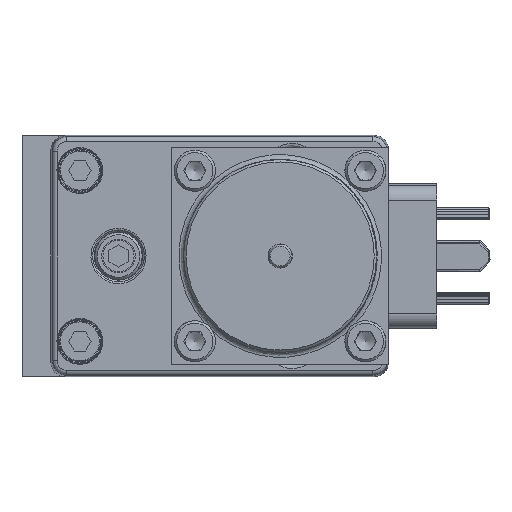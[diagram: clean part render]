
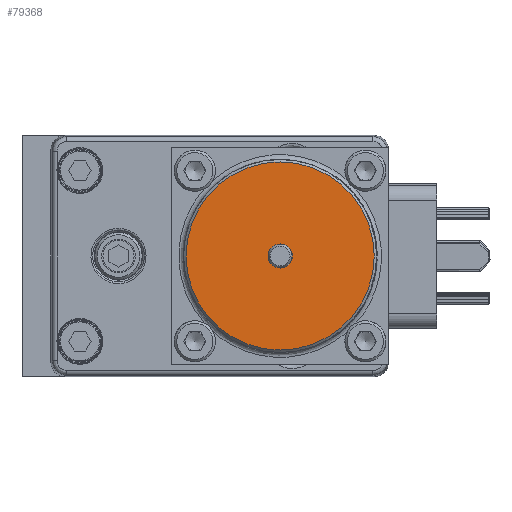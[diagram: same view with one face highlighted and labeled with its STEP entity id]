
A CAD part, left-side view. The second image highlights one B-rep face of the part: STEP entity #79368.
In plain terms, the highlighted planar face has unit normal (-1, 0, 0).
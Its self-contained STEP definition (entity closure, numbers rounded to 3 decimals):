
#1383 = DIRECTION ( 'NONE',  ( 0., 0., -1. ) ) ;
#4486 = CIRCLE ( 'NONE', #36407, 19.5 ) ;
#5664 = CIRCLE ( 'NONE', #81493, 2.5 ) ;
#7156 = EDGE_CURVE ( 'NONE', #68414, #68414, #5664, .T. ) ;
#10693 = PLANE ( 'NONE',  #50404 ) ;
#11313 = CARTESIAN_POINT ( 'NONE',  ( -85.45, 9.5, -25. ) ) ;
#16606 = VERTEX_POINT ( 'NONE', #60384 ) ;
#20933 = CARTESIAN_POINT ( 'NONE',  ( -85.45, 9.5, -25. ) ) ;
#27843 = CARTESIAN_POINT ( 'NONE',  ( -85.45, 9.5, -25. ) ) ;
#32829 = EDGE_CURVE ( 'NONE', #16606, #16606, #4486, .T. ) ;
#35393 = DIRECTION ( 'NONE',  ( 1., 0., 0. ) ) ;
#36407 = AXIS2_PLACEMENT_3D ( 'NONE', #11313, #35393, #67080 ) ;
#42423 = FACE_OUTER_BOUND ( 'NONE', #69242, .T. ) ;
#43383 = ORIENTED_EDGE ( 'NONE', *, *, #7156, .T. ) ;
#45575 = DIRECTION ( 'NONE',  ( 1., 0., 0. ) ) ;
#47410 = DIRECTION ( 'NONE',  ( -1., 0., 0. ) ) ;
#50404 = AXIS2_PLACEMENT_3D ( 'NONE', #27843, #47410, #72838 ) ;
#60384 = CARTESIAN_POINT ( 'NONE',  ( -85.45, 9.5, -44.5 ) ) ;
#67080 = DIRECTION ( 'NONE',  ( 0., 0., -1. ) ) ;
#67837 = FACE_BOUND ( 'NONE', #81777, .T. ) ;
#68414 = VERTEX_POINT ( 'NONE', #81668 ) ;
#69242 = EDGE_LOOP ( 'NONE', ( #69570 ) ) ;
#69570 = ORIENTED_EDGE ( 'NONE', *, *, #32829, .F. ) ;
#72838 = DIRECTION ( 'NONE',  ( 0., 0., 1. ) ) ;
#79368 = ADVANCED_FACE ( 'NONE', ( #42423, #67837 ), #10693, .T. ) ;
#81493 = AXIS2_PLACEMENT_3D ( 'NONE', #20933, #45575, #1383 ) ;
#81668 = CARTESIAN_POINT ( 'NONE',  ( -85.45, 9.5, -27.5 ) ) ;
#81777 = EDGE_LOOP ( 'NONE', ( #43383 ) ) ;
